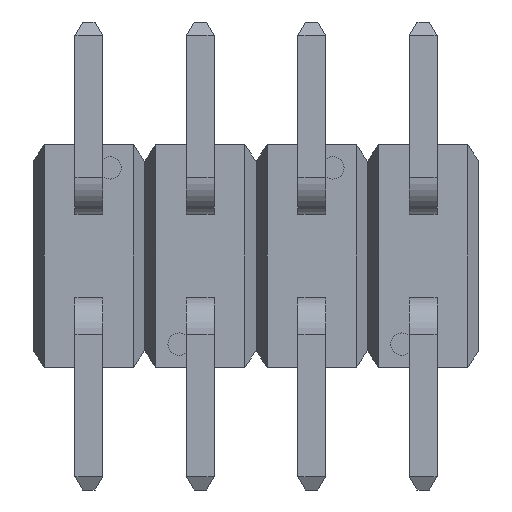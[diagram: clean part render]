
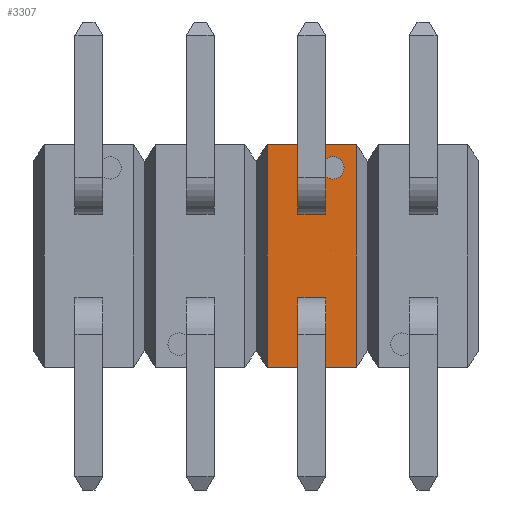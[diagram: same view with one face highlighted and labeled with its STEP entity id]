
A CAD part, front view. The second image highlights one B-rep face of the part: STEP entity #3307.
In plain terms, the highlighted planar face has unit normal (0, -1, 0).
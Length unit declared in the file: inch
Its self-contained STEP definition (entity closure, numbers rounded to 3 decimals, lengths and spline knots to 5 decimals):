
#24 = CARTESIAN_POINT ( 'NONE',  ( -1.5625, -0.09, -0.0625 ) ) ;
#226 = EDGE_CURVE ( 'NONE', #1457, #4524, #5160, .T. ) ;
#500 = EDGE_CURVE ( 'NONE', #2533, #4398, #2455, .T. ) ;
#519 = FACE_BOUND ( 'NONE', #1318, .T. ) ;
#531 = CARTESIAN_POINT ( 'NONE',  ( -1.59, -0.09, 0.1 ) ) ;
#577 = CARTESIAN_POINT ( 'NONE',  ( -1.5625, -0.09, 0.0375 ) ) ;
#589 = LINE ( 'NONE', #3383, #2469 ) ;
#675 = LINE ( 'NONE', #1840, #6322 ) ;
#760 = DIRECTION ( 'NONE',  ( 0., 0., 1. ) ) ;
#765 = ORIENTED_EDGE ( 'NONE', *, *, #1203, .F. ) ;
#776 = EDGE_CURVE ( 'NONE', #4318, #5236, #675, .T. ) ;
#873 = DIRECTION ( 'NONE',  ( 1., 0., 0. ) ) ;
#893 = PLANE ( 'NONE',  #3597 ) ;
#930 = EDGE_CURVE ( 'NONE', #3669, #2533, #2994, .T. ) ;
#984 = CARTESIAN_POINT ( 'NONE',  ( -1.5625, -0.09, -0.0375 ) ) ;
#1203 = EDGE_CURVE ( 'NONE', #5236, #3988, #5475, .T. ) ;
#1318 = EDGE_LOOP ( 'NONE', ( #5469, #1642 ) ) ;
#1327 = EDGE_LOOP ( 'NONE', ( #2753, #2828, #2744, #5089 ) ) ;
#1371 = CARTESIAN_POINT ( 'NONE',  ( -1.531, -0.09, 0.079 ) ) ;
#1381 = CARTESIAN_POINT ( 'NONE',  ( -1.59, -0.09, -0.1 ) ) ;
#1457 = VERTEX_POINT ( 'NONE', #4463 ) ;
#1470 = VECTOR ( 'NONE', #760, 39.37008 ) ;
#1502 = ORIENTED_EDGE ( 'NONE', *, *, #7017, .T. ) ;
#1549 = VERTEX_POINT ( 'NONE', #2199 ) ;
#1642 = ORIENTED_EDGE ( 'NONE', *, *, #3135, .F. ) ;
#1690 = DIRECTION ( 'NONE',  ( 0., 0., -1. ) ) ;
#1806 = DIRECTION ( 'NONE',  ( 0., 0., -1. ) ) ;
#1840 = CARTESIAN_POINT ( 'NONE',  ( -1.59, -0.09, -0.10004 ) ) ;
#1902 = ORIENTED_EDGE ( 'NONE', *, *, #4768, .T. ) ;
#1949 = DIRECTION ( 'NONE',  ( -1., 0., 0. ) ) ;
#2005 = DIRECTION ( 'NONE',  ( 0., 0., -1. ) ) ;
#2141 = CARTESIAN_POINT ( 'NONE',  ( -1.5625, -0.09, 0.0625 ) ) ;
#2162 = DIRECTION ( 'NONE',  ( 0., -1., 0. ) ) ;
#2199 = CARTESIAN_POINT ( 'NONE',  ( -1.5375, -0.09, 0.0625 ) ) ;
#2213 = FACE_OUTER_BOUND ( 'NONE', #5124, .T. ) ;
#2215 = AXIS2_PLACEMENT_3D ( 'NONE', #2319, #2304, #2296 ) ;
#2253 = DIRECTION ( 'NONE',  ( 0., 0., 1. ) ) ;
#2296 = DIRECTION ( 'NONE',  ( 0., 0., -1. ) ) ;
#2304 = DIRECTION ( 'NONE',  ( 0., -1., 0. ) ) ;
#2319 = CARTESIAN_POINT ( 'NONE',  ( -1.531, -0.09, 0.079 ) ) ;
#2368 = CARTESIAN_POINT ( 'NONE',  ( -1.5625, -0.09, 0.0375 ) ) ;
#2427 = VERTEX_POINT ( 'NONE', #6625 ) ;
#2455 = LINE ( 'NONE', #984, #5249 ) ;
#2469 = VECTOR ( 'NONE', #5911, 39.37008 ) ;
#2499 = LINE ( 'NONE', #5482, #3787 ) ;
#2533 = VERTEX_POINT ( 'NONE', #3203 ) ;
#2665 = VERTEX_POINT ( 'NONE', #2141 ) ;
#2684 = ORIENTED_EDGE ( 'NONE', *, *, #5071, .T. ) ;
#2744 = ORIENTED_EDGE ( 'NONE', *, *, #3482, .T. ) ;
#2753 = ORIENTED_EDGE ( 'NONE', *, *, #930, .T. ) ;
#2807 = DIRECTION ( 'NONE',  ( 1., 0., 0. ) ) ;
#2820 = ORIENTED_EDGE ( 'NONE', *, *, #3618, .T. ) ;
#2828 = ORIENTED_EDGE ( 'NONE', *, *, #500, .T. ) ;
#2831 = EDGE_LOOP ( 'NONE', ( #1502, #2684, #4748, #2820 ) ) ;
#2852 = LINE ( 'NONE', #6795, #4235 ) ;
#2862 = LINE ( 'NONE', #5073, #5588 ) ;
#2994 = LINE ( 'NONE', #5278, #6831 ) ;
#3107 = LINE ( 'NONE', #3691, #5664 ) ;
#3123 = CARTESIAN_POINT ( 'NONE',  ( -1.8, -0.09, -0.1 ) ) ;
#3135 = EDGE_CURVE ( 'NONE', #4524, #1457, #4817, .T. ) ;
#3203 = CARTESIAN_POINT ( 'NONE',  ( -1.5625, -0.09, -0.0375 ) ) ;
#3307 = ADVANCED_FACE ( 'NONE', ( #5061, #3875, #2213, #519 ), #893, .T. ) ;
#3383 = CARTESIAN_POINT ( 'NONE',  ( -1.5625, -0.09, 0.0625 ) ) ;
#3482 = EDGE_CURVE ( 'NONE', #4398, #2427, #2499, .T. ) ;
#3567 = DIRECTION ( 'NONE',  ( 0., 0., 1. ) ) ;
#3597 = AXIS2_PLACEMENT_3D ( 'NONE', #4842, #2162, #5855 ) ;
#3618 = EDGE_CURVE ( 'NONE', #4200, #6317, #6952, .T. ) ;
#3669 = VERTEX_POINT ( 'NONE', #24 ) ;
#3691 = CARTESIAN_POINT ( 'NONE',  ( -1.51, -0.09, -0.10004 ) ) ;
#3787 = VECTOR ( 'NONE', #1690, 39.37008 ) ;
#3844 = DIRECTION ( 'NONE',  ( -1., 0., 0. ) ) ;
#3875 = FACE_BOUND ( 'NONE', #1327, .T. ) ;
#3970 = CARTESIAN_POINT ( 'NONE',  ( -1.8, -0.09, 0.1 ) ) ;
#3988 = VERTEX_POINT ( 'NONE', #5916 ) ;
#4106 = DIRECTION ( 'NONE',  ( -1., 0., 0. ) ) ;
#4176 = VECTOR ( 'NONE', #4106, 39.37008 ) ;
#4200 = VERTEX_POINT ( 'NONE', #6599 ) ;
#4203 = DIRECTION ( 'NONE',  ( 0., 0., 1. ) ) ;
#4231 = CARTESIAN_POINT ( 'NONE',  ( -1.5625, -0.09, 0.0375 ) ) ;
#4235 = VECTOR ( 'NONE', #3844, 39.37008 ) ;
#4290 = ORIENTED_EDGE ( 'NONE', *, *, #5362, .F. ) ;
#4318 = VERTEX_POINT ( 'NONE', #1381 ) ;
#4398 = VERTEX_POINT ( 'NONE', #6365 ) ;
#4463 = CARTESIAN_POINT ( 'NONE',  ( -1.531, -0.09, 0.089 ) ) ;
#4524 = VERTEX_POINT ( 'NONE', #4989 ) ;
#4604 = EDGE_CURVE ( 'NONE', #1549, #4200, #2862, .T. ) ;
#4748 = ORIENTED_EDGE ( 'NONE', *, *, #4604, .T. ) ;
#4768 = EDGE_CURVE ( 'NONE', #6353, #3988, #3107, .T. ) ;
#4817 = CIRCLE ( 'NONE', #5422, 0.01 ) ;
#4842 = CARTESIAN_POINT ( 'NONE',  ( -1.8, -0.09, -0.1 ) ) ;
#4985 = EDGE_CURVE ( 'NONE', #2427, #3669, #2852, .T. ) ;
#4989 = CARTESIAN_POINT ( 'NONE',  ( -1.531, -0.09, 0.069 ) ) ;
#5061 = FACE_BOUND ( 'NONE', #2831, .T. ) ;
#5071 = EDGE_CURVE ( 'NONE', #2665, #1549, #589, .T. ) ;
#5073 = CARTESIAN_POINT ( 'NONE',  ( -1.5375, -0.09, 0.0375 ) ) ;
#5089 = ORIENTED_EDGE ( 'NONE', *, *, #4985, .T. ) ;
#5124 = EDGE_LOOP ( 'NONE', ( #1902, #765, #6462, #4290 ) ) ;
#5160 = CIRCLE ( 'NONE', #2215, 0.01 ) ;
#5225 = DIRECTION ( 'NONE',  ( 0., -1., 0. ) ) ;
#5236 = VERTEX_POINT ( 'NONE', #531 ) ;
#5249 = VECTOR ( 'NONE', #873, 39.37008 ) ;
#5278 = CARTESIAN_POINT ( 'NONE',  ( -1.5625, -0.09, -0.0625 ) ) ;
#5320 = LINE ( 'NONE', #4231, #1470 ) ;
#5362 = EDGE_CURVE ( 'NONE', #6353, #4318, #6937, .T. ) ;
#5422 = AXIS2_PLACEMENT_3D ( 'NONE', #1371, #5225, #2005 ) ;
#5469 = ORIENTED_EDGE ( 'NONE', *, *, #226, .F. ) ;
#5475 = LINE ( 'NONE', #3970, #6618 ) ;
#5482 = CARTESIAN_POINT ( 'NONE',  ( -1.5375, -0.09, -0.0625 ) ) ;
#5588 = VECTOR ( 'NONE', #1806, 39.37008 ) ;
#5664 = VECTOR ( 'NONE', #4203, 39.37008 ) ;
#5666 = VECTOR ( 'NONE', #1949, 39.37008 ) ;
#5855 = DIRECTION ( 'NONE',  ( 0., 0., -1. ) ) ;
#5911 = DIRECTION ( 'NONE',  ( 1., 0., 0. ) ) ;
#5916 = CARTESIAN_POINT ( 'NONE',  ( -1.51, -0.09, 0.1 ) ) ;
#6317 = VERTEX_POINT ( 'NONE', #2368 ) ;
#6322 = VECTOR ( 'NONE', #2253, 39.37008 ) ;
#6353 = VERTEX_POINT ( 'NONE', #6984 ) ;
#6365 = CARTESIAN_POINT ( 'NONE',  ( -1.5375, -0.09, -0.0375 ) ) ;
#6462 = ORIENTED_EDGE ( 'NONE', *, *, #776, .F. ) ;
#6599 = CARTESIAN_POINT ( 'NONE',  ( -1.5375, -0.09, 0.0375 ) ) ;
#6618 = VECTOR ( 'NONE', #2807, 39.37008 ) ;
#6625 = CARTESIAN_POINT ( 'NONE',  ( -1.5375, -0.09, -0.0625 ) ) ;
#6795 = CARTESIAN_POINT ( 'NONE',  ( -1.5625, -0.09, -0.0625 ) ) ;
#6831 = VECTOR ( 'NONE', #3567, 39.37008 ) ;
#6937 = LINE ( 'NONE', #3123, #5666 ) ;
#6952 = LINE ( 'NONE', #577, #4176 ) ;
#6984 = CARTESIAN_POINT ( 'NONE',  ( -1.51, -0.09, -0.1 ) ) ;
#7017 = EDGE_CURVE ( 'NONE', #6317, #2665, #5320, .T. ) ;
